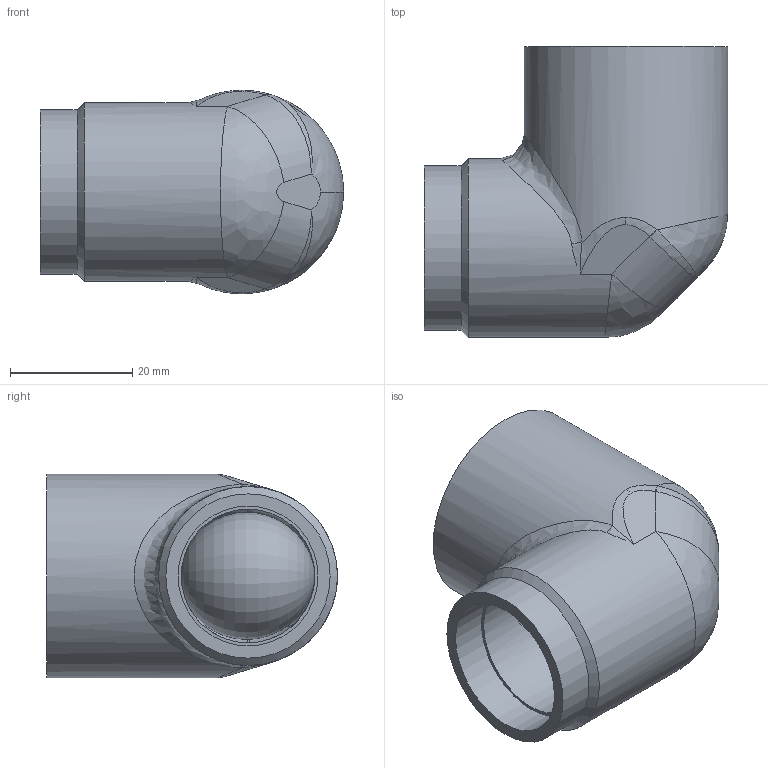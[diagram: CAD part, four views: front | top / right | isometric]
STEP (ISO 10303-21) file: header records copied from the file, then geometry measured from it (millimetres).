
FILE_DESCRIPTION(/* description */ ('Unknown'),/* implementation_level */ '2;1');
FILE_NAME(/* name */ 'R-222-S-DN20',/* time_stamp */ '2023-04-26T17:13:30+08:00',/* author */ ('Unknown'),/* organization */ ('Unknown'),/* preprocessor_version */ 'ST-DEVELOPER v16.7',/* originating_system */ 'DEX',/* authorisation */ $);
FILE_SCHEMA (('AUTOMOTIVE_DESIGN {1 0 10303 214 3 1 1}'));
Length unit declared in the file: millimetre
Products named in the file (2): R-222-S-DN20; R-222-S DN20
Assembly tree (1 placements, depth 2):
  R-222-S-DN20
    R-222-S DN20
Bounding box: 49.65 x 47.65 x 33.3 mm (x, y, z)
Volume: 24937.1 mm3; surface area: 13658.6 mm2
Topology: 1 solids, 1 shells, 52 faces, 160 edges, 104 vertices
Faces by surface type: bspline 28, cylinder 10, plane 8, torus 3, cone 3
Full cylindrical faces by diameter (mm): 21.9 x1, 22.9 x1, 26.9 x1, 29.3 x1, 33.3 x1
Entity records: 10031 total; most frequent: CARTESIAN_POINT 8912, ORIENTED_EDGE 286, EDGE_CURVE 143, DIRECTION 137, VERTEX_POINT 103, AXIS2_PLACEMENT_3D 63, FACE_BOUND 62, EDGE_LOOP 61
